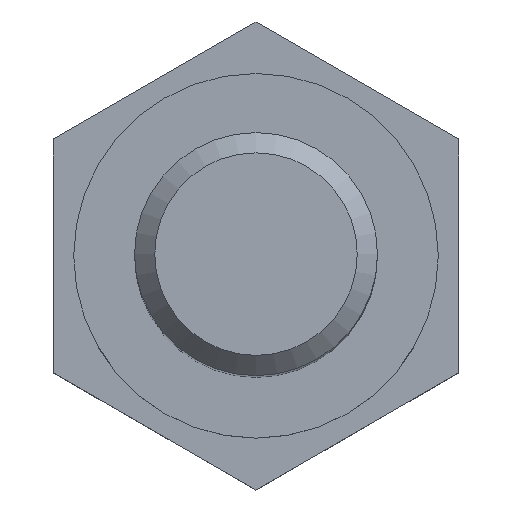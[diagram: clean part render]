
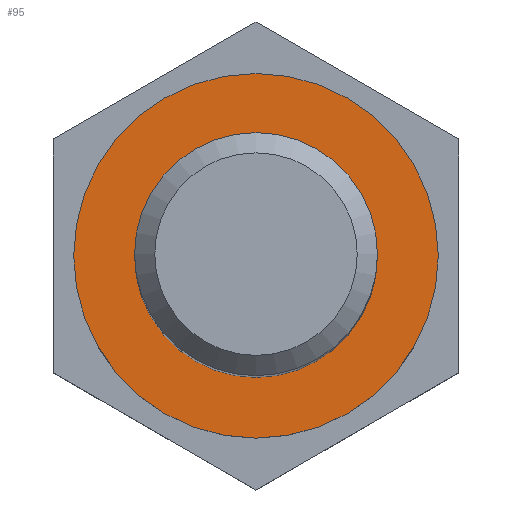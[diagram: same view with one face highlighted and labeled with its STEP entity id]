
A CAD part, top view. The second image highlights one B-rep face of the part: STEP entity #95.
In plain terms, the highlighted planar face has unit normal (0, 0, 1).
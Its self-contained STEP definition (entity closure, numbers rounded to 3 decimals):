
#95 = ADVANCED_FACE( '', ( #143, #144 ), #145, .T. );
#143 = FACE_BOUND( '', #192, .T. );
#144 = FACE_OUTER_BOUND( '', #193, .T. );
#145 = PLANE( '', #194 );
#192 = EDGE_LOOP( '', ( #327 ) );
#193 = EDGE_LOOP( '', ( #328 ) );
#194 = AXIS2_PLACEMENT_3D( '', #329, #330, #331 );
#327 = ORIENTED_EDGE( '', *, *, #368, .F. );
#328 = ORIENTED_EDGE( '', *, *, #367, .T. );
#329 = CARTESIAN_POINT( '', ( 0., 0., 4.5 ) );
#330 = DIRECTION( '', ( 0., 0., 1. ) );
#331 = DIRECTION( '', ( 1., 0., 0. ) );
#367 = EDGE_CURVE( '', #427, #427, #428, .T. );
#368 = EDGE_CURVE( '', #429, #429, #430, .T. );
#427 = VERTEX_POINT( '', #561 );
#428 = CIRCLE( '', #562, 4.5 );
#429 = VERTEX_POINT( '', #563 );
#430 = CIRCLE( '', #564, 3. );
#561 = CARTESIAN_POINT( '', ( 0., 4.5, 4.5 ) );
#562 = AXIS2_PLACEMENT_3D( '', #610, #611, #612 );
#563 = CARTESIAN_POINT( '', ( 3., 0., 4.5 ) );
#564 = AXIS2_PLACEMENT_3D( '', #613, #614, #615 );
#610 = CARTESIAN_POINT( '', ( 0., 0., 4.5 ) );
#611 = DIRECTION( '', ( 0., 0., 1. ) );
#612 = DIRECTION( '', ( 0., 1., 0. ) );
#613 = CARTESIAN_POINT( '', ( 0., 0., 4.5 ) );
#614 = DIRECTION( '', ( 0., 0., 1. ) );
#615 = DIRECTION( '', ( 1., 0., 0. ) );
